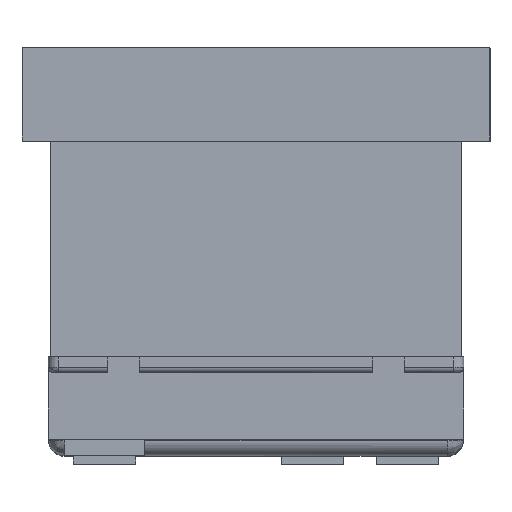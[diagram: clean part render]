
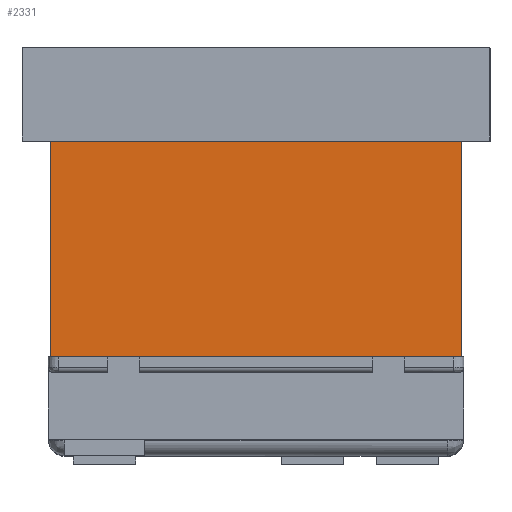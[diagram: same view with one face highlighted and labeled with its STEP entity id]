
A CAD part, top view. The second image highlights one B-rep face of the part: STEP entity #2331.
In plain terms, the highlighted face is planar.
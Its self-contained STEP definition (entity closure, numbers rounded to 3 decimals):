
#182 = CARTESIAN_POINT ( 'NONE',  ( 19.8, -19.8, 9. ) ) ;
#242 = LINE ( 'NONE', #182, #1046 ) ;
#459 = VERTEX_POINT ( 'NONE', #9215 ) ;
#546 = CARTESIAN_POINT ( 'NONE',  ( -19.8, -19.8, 9. ) ) ;
#618 = DIRECTION ( 'NONE',  ( 0., 0., -1. ) ) ;
#711 = DIRECTION ( 'NONE',  ( 0., 1., 0. ) ) ;
#889 = DIRECTION ( 'NONE',  ( -1., 0., 0. ) ) ;
#950 = ORIENTED_EDGE ( 'NONE', *, *, #4434, .T. ) ;
#1046 = VECTOR ( 'NONE', #3940, 1000. ) ;
#1523 = LINE ( 'NONE', #5260, #10524 ) ;
#1691 = CARTESIAN_POINT ( 'NONE',  ( -19.8, -19.8, 29.75 ) ) ;
#1694 = FACE_OUTER_BOUND ( 'NONE', #3794, .T. ) ;
#1902 = CARTESIAN_POINT ( 'NONE',  ( 19.8, -19.8, 29.75 ) ) ;
#2237 = EDGE_CURVE ( 'NONE', #7890, #10607, #1523, .T. ) ;
#2331 = ADVANCED_FACE ( 'NONE', ( #1694 ), #9985, .F. ) ;
#2343 = VECTOR ( 'NONE', #618, 1000. ) ;
#2671 = DIRECTION ( 'NONE',  ( 0., 0., -1. ) ) ;
#3534 = LINE ( 'NONE', #6331, #2343 ) ;
#3595 = CARTESIAN_POINT ( 'NONE',  ( 19.8, -19.8, 29.75 ) ) ;
#3794 = EDGE_LOOP ( 'NONE', ( #950, #10620, #5766, #9788 ) ) ;
#3940 = DIRECTION ( 'NONE',  ( 1., 0., 0. ) ) ;
#4434 = EDGE_CURVE ( 'NONE', #5415, #459, #242, .T. ) ;
#5260 = CARTESIAN_POINT ( 'NONE',  ( 19.8, -19.8, 29.75 ) ) ;
#5337 = LINE ( 'NONE', #3595, #9757 ) ;
#5415 = VERTEX_POINT ( 'NONE', #546 ) ;
#5766 = ORIENTED_EDGE ( 'NONE', *, *, #2237, .F. ) ;
#6331 = CARTESIAN_POINT ( 'NONE',  ( -19.8, -19.8, 29.75 ) ) ;
#6430 = AXIS2_PLACEMENT_3D ( 'NONE', #10925, #711, #889 ) ;
#7077 = EDGE_CURVE ( 'NONE', #10607, #459, #5337, .T. ) ;
#7890 = VERTEX_POINT ( 'NONE', #1691 ) ;
#9215 = CARTESIAN_POINT ( 'NONE',  ( 19.8, -19.8, 9. ) ) ;
#9757 = VECTOR ( 'NONE', #2671, 1000. ) ;
#9788 = ORIENTED_EDGE ( 'NONE', *, *, #10239, .T. ) ;
#9985 = PLANE ( 'NONE',  #6430 ) ;
#10239 = EDGE_CURVE ( 'NONE', #7890, #5415, #3534, .T. ) ;
#10524 = VECTOR ( 'NONE', #11353, 1000. ) ;
#10607 = VERTEX_POINT ( 'NONE', #1902 ) ;
#10620 = ORIENTED_EDGE ( 'NONE', *, *, #7077, .F. ) ;
#10925 = CARTESIAN_POINT ( 'NONE',  ( 19.8, -19.8, 29.75 ) ) ;
#11353 = DIRECTION ( 'NONE',  ( 1., 0., 0. ) ) ;
